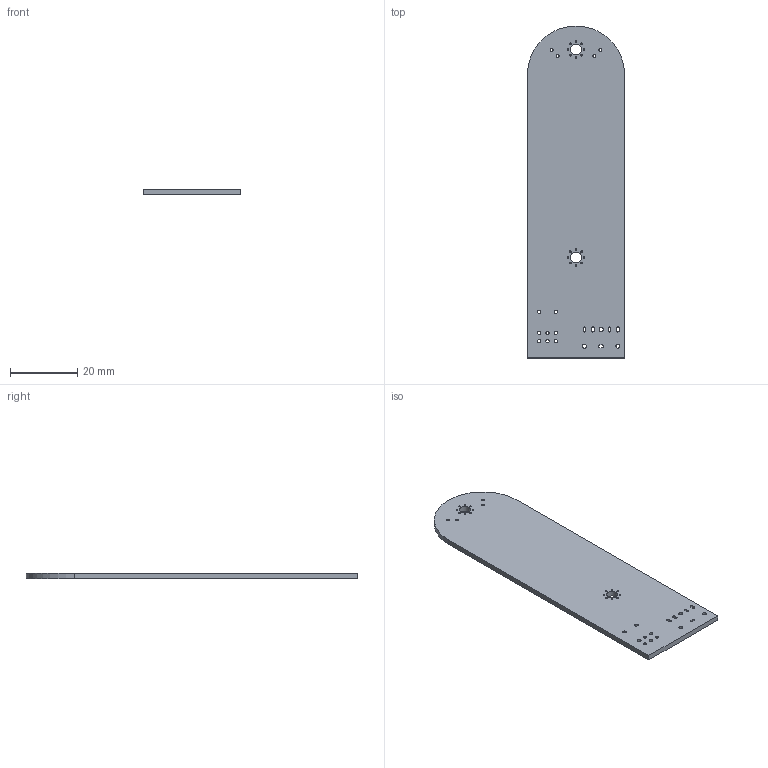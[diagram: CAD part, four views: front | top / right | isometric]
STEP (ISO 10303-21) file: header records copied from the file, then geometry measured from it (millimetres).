
FILE_DESCRIPTION(('KiCad electronic assembly'),'2;1');
FILE_NAME('LightListener.step','2024-03-26T19:45:44',('Pcbnew'),('Kicad' ),'Open CASCADE STEP processor 7.7','KiCad to STEP converter', 'Unknown');
FILE_SCHEMA(('AUTOMOTIVE_DESIGN { 1 0 10303 214 1 1 1 1 }'));
Length unit declared in the file: millimetre
Products named in the file (2): LightListener 1; LightListener_PCB
Assembly tree (1 placements, depth 2):
  LightListener 1
    LightListener_PCB
Bounding box: 29 x 99 x 1.6 mm (x, y, z)
Volume: 4390.4 mm3; surface area: 6057.8 mm2
Topology: 1 solids, 1 shells, 59 faces, 171 edges, 114 vertices
Faces by surface type: cylinder 44, plane 15
Full cylindrical faces by diameter (mm): 0.5 x16, 0.9 x4, 1 x8, 1.2 x3, 3.2 x2
Entity records: 2182 total; most frequent: DIRECTION 381, CARTESIAN_POINT 346, ORIENTED_EDGE 342, EDGE_CURVE 171, AXIS2_PLACEMENT_3D 149, FACE_BOUND 135, EDGE_LOOP 135, VERTEX_POINT 114
